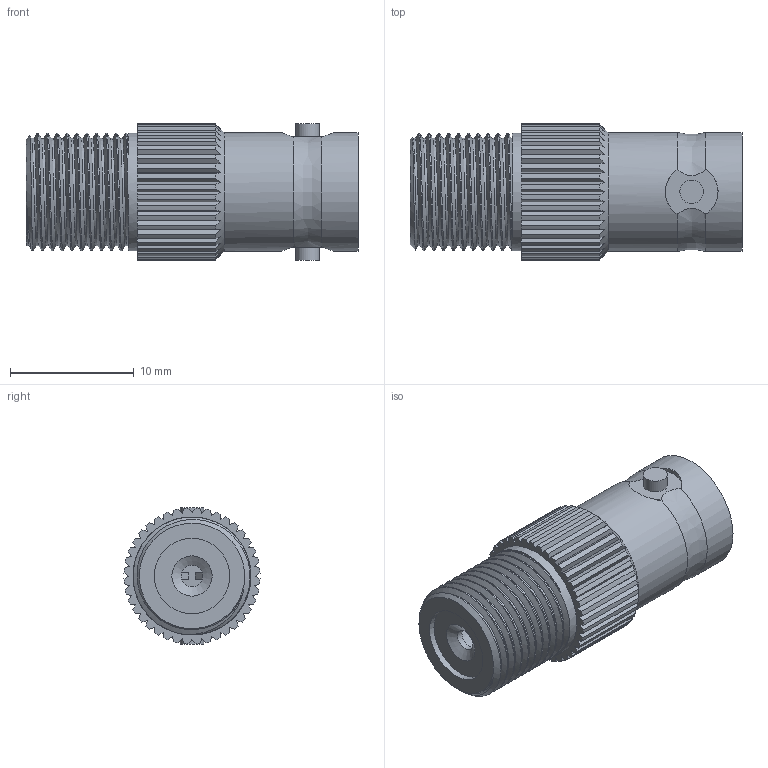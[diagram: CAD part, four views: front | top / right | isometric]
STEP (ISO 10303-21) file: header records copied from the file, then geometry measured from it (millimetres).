
FILE_DESCRIPTION (( 'STEP AP214' ), '1' );
FILE_NAME ('PE9153_3D.STEP', '2022-03-25T16:48:51', ( '' ), ( '' ), 'SwSTEP 2.0', 'SolidWorks 2021', '' );
FILE_SCHEMA (( 'AUTOMOTIVE_DESIGN' ));
Length unit declared in the file: inch
Products named in the file (1): PE9153_3D
Bounding box: 26.8 x 10.99 x 11.05 mm (x, y, z)
Volume: 1365.5 mm3; surface area: 1858.5 mm2
Topology: 1 solids, 1 shells, 213 faces, 597 edges, 397 vertices
Faces by surface type: plane 128, cylinder 69, cone 11, bspline 5
Full cylindrical faces by diameter (mm): 1.27 x1, 1.727 x1, 1.905 x2, 4.572 x1, 6.096 x2, 8.255 x1, 9.525 x10, 9.601 x2
Entity records: 9593 total; most frequent: CARTESIAN_POINT 4590, ORIENTED_EDGE 1078, DIRECTION 958, EDGE_CURVE 539, VERTEX_POINT 367, AXIS2_PLACEMENT_3D 335, LINE 288, VECTOR 288
